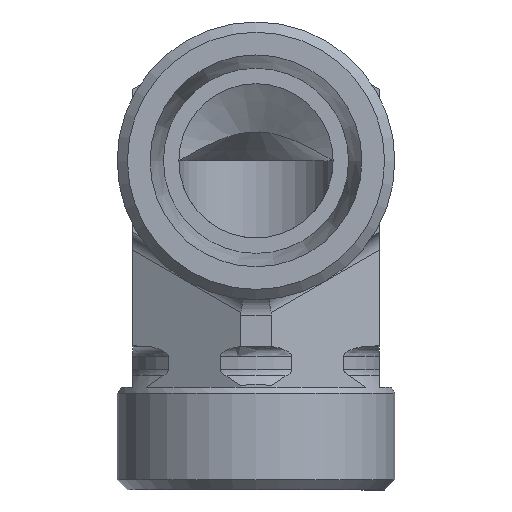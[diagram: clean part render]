
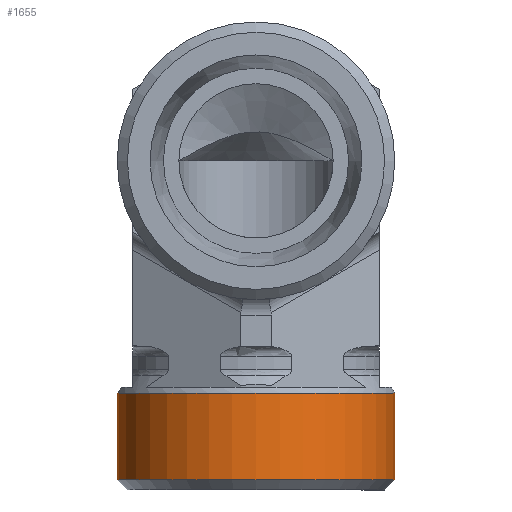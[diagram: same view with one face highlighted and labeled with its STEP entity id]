
A CAD part, front view. The second image highlights one B-rep face of the part: STEP entity #1655.
In plain terms, the highlighted cylindrical face has radius 13.5 mm (diameter 27 mm), a full revolution.
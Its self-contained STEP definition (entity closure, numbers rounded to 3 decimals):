
#73=CARTESIAN_POINT('',(-4.985,9.544,-0.592));
#74=VERTEX_POINT('',#73);
#75=CARTESIAN_POINT('',(-18.485,9.544,-0.592));
#76=DIRECTION('',(0.0,0.0,-1.0));
#77=DIRECTION('',(-1.0,0.0,0.0));
#78=AXIS2_PLACEMENT_3D('',#75,#76,#77);
#79=CIRCLE('',#78,13.5);
#80=EDGE_CURVE('',#74,#74,#79,.T.);
#1621=CARTESIAN_POINT('',(-4.985,9.544,-9.));
#1622=VERTEX_POINT('',#1621);
#1623=CARTESIAN_POINT('',(-18.485,9.544,-9.));
#1624=DIRECTION('',(0.0,0.0,-1.0));
#1625=DIRECTION('',(-1.0,0.0,0.0));
#1626=AXIS2_PLACEMENT_3D('',#1623,#1624,#1625);
#1627=CIRCLE('',#1626,13.5);
#1628=EDGE_CURVE('',#1622,#1622,#1627,.T.);
#1644=CARTESIAN_POINT('',(-18.485,9.544,-10.0));
#1645=DIRECTION('',(0.,0.,1.0));
#1646=DIRECTION('',(-1.0,0.0,0.0));
#1647=AXIS2_PLACEMENT_3D('',#1644,#1645,#1646);
#1648=CYLINDRICAL_SURFACE('',#1647,13.5);
#1649=ORIENTED_EDGE('',*,*,#80,.T.);
#1650=EDGE_LOOP('',(#1649));
#1651=FACE_OUTER_BOUND('',#1650,.T.);
#1652=ORIENTED_EDGE('',*,*,#1628,.F.);
#1653=EDGE_LOOP('',(#1652));
#1654=FACE_BOUND('',#1653,.T.);
#1655=ADVANCED_FACE('',(#1651,#1654),#1648,.T.);
